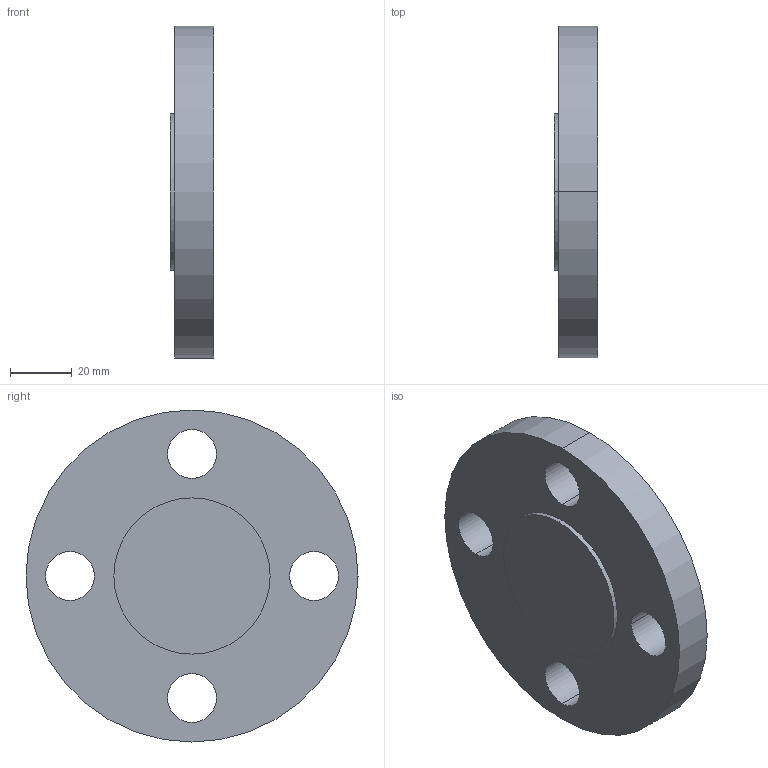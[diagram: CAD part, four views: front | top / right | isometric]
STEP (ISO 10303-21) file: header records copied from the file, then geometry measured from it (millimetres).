
FILE_DESCRIPTION (( 'STEP AP203' ), '1' );
FILE_NAME ('1_150_B165_RF_BLF.STEP', '2024-01-12T19:41:39', ( '' ), ( '' ), 'SwSTEP 2.0', 'SolidWorks 2023', '' );
FILE_SCHEMA (( 'CONFIG_CONTROL_DESIGN' ));
Length unit declared in the file: inch
Products named in the file (1): 1_150_B165_RF_BLF
Bounding box: 14.29 x 107.95 x 107.95 mm (x, y, z)
Volume: 109398.1 mm3; surface area: 23815.3 mm2
Topology: 1 solids, 1 shells, 15 faces, 36 edges, 24 vertices
Faces by surface type: cylinder 12, plane 3
Entity records: 549 total; most frequent: DIRECTION 92, CARTESIAN_POINT 76, ORIENTED_EDGE 72, AXIS2_PLACEMENT_3D 40, EDGE_CURVE 36, VERTEX_POINT 24, CIRCLE 24, EDGE_LOOP 24
